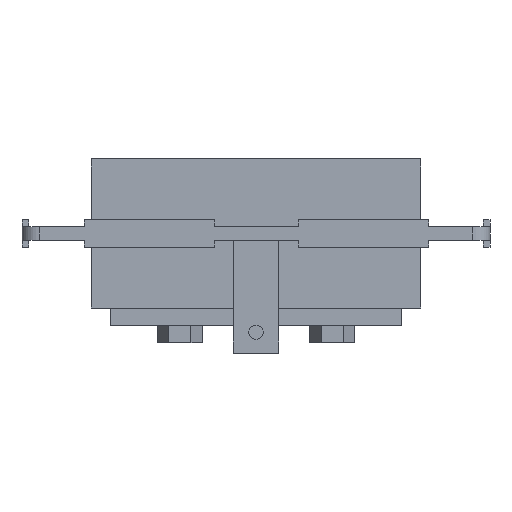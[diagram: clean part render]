
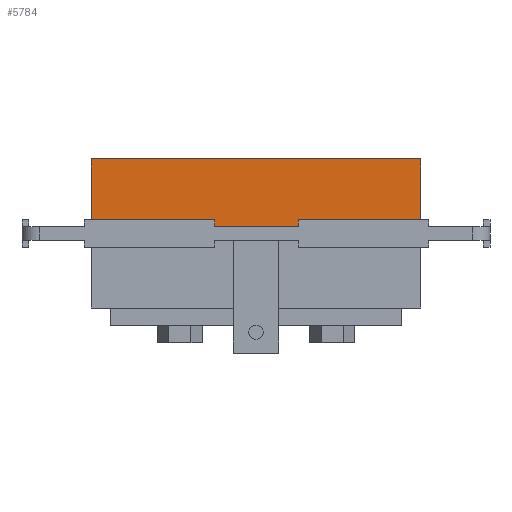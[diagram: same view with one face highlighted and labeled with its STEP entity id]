
A CAD part, front view. The second image highlights one B-rep face of the part: STEP entity #5784.
In plain terms, the highlighted planar face has unit normal (0, -1, 0).
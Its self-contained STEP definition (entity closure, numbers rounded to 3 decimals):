
#495=FACE_OUTER_BOUND('',#819,.T.);
#819=EDGE_LOOP('',(#4965,#4966,#4967,#4968));
#1192=LINE('',#8119,#1858);
#1446=LINE('',#9389,#2112);
#1487=LINE('',#9476,#2153);
#1488=LINE('',#9477,#2154);
#1858=VECTOR('',#6768,10.);
#2112=VECTOR('',#7218,10.);
#2153=VECTOR('',#7307,10.);
#2154=VECTOR('',#7308,10.);
#2431=VERTEX_POINT('',#8117);
#2432=VERTEX_POINT('',#8118);
#2651=VERTEX_POINT('',#9382);
#2654=VERTEX_POINT('',#9387);
#3072=EDGE_CURVE('',#2431,#2432,#1192,.T.);
#3408=EDGE_CURVE('',#2654,#2651,#1446,.T.);
#3449=EDGE_CURVE('',#2431,#2651,#1487,.T.);
#3450=EDGE_CURVE('',#2432,#2654,#1488,.T.);
#4965=ORIENTED_EDGE('',*,*,#3072,.F.);
#4966=ORIENTED_EDGE('',*,*,#3449,.T.);
#4967=ORIENTED_EDGE('',*,*,#3408,.F.);
#4968=ORIENTED_EDGE('',*,*,#3450,.F.);
#5225=PLANE('',#6085);
#5784=ADVANCED_FACE('',(#495),#5225,.T.);
#6085=AXIS2_PLACEMENT_3D('',#9475,#7305,#7306);
#6768=DIRECTION('',(-1.,0.,0.));
#7218=DIRECTION('',(1.,0.,0.));
#7305=DIRECTION('center_axis',(0.,-1.,0.));
#7306=DIRECTION('ref_axis',(1.,0.,0.));
#7307=DIRECTION('',(0.,0.,1.));
#7308=DIRECTION('',(0.,0.,1.));
#8117=CARTESIAN_POINT('',(47.5,-100.5,4.));
#8118=CARTESIAN_POINT('',(-47.5,-100.5,4.));
#8119=CARTESIAN_POINT('',(-23.75,-100.5,4.));
#9382=CARTESIAN_POINT('',(47.5,-100.5,23.5));
#9387=CARTESIAN_POINT('',(-47.5,-100.5,23.5));
#9389=CARTESIAN_POINT('',(-47.5,-100.5,23.5));
#9475=CARTESIAN_POINT('Origin',(-47.5,-100.5,4.));
#9476=CARTESIAN_POINT('',(47.5,-100.5,4.));
#9477=CARTESIAN_POINT('',(-47.5,-100.5,4.));
